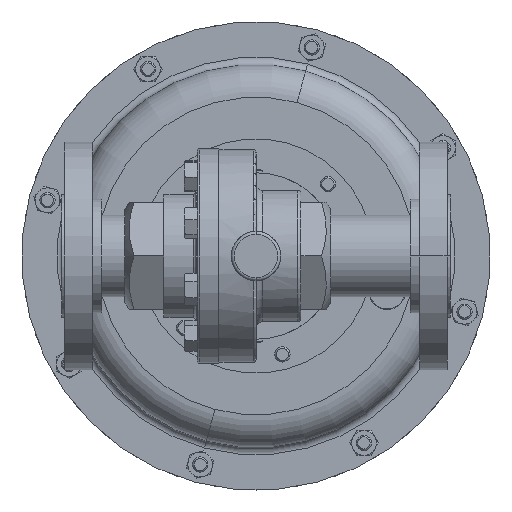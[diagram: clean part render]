
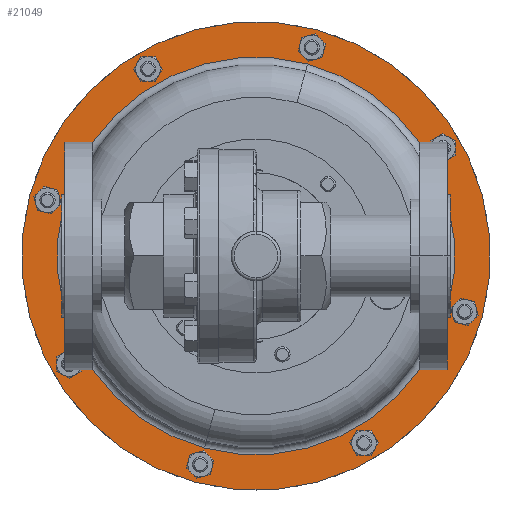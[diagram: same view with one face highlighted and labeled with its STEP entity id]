
A CAD part, front view. The second image highlights one B-rep face of the part: STEP entity #21049.
In plain terms, the highlighted planar face has unit normal (0, -1, 0).
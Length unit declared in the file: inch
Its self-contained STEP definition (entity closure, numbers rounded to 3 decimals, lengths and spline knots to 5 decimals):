
#104 = AXIS2_PLACEMENT_3D ( 'NONE', #25572, #22891, #6190 ) ;
#224 = CIRCLE ( 'NONE', #17114, 4.75 ) ;
#290 = CARTESIAN_POINT ( 'NONE',  ( 3.51252, 10.57865, 8.46186 ) ) ;
#603 = CARTESIAN_POINT ( 'NONE',  ( 1.05374, 10.57865, -0.71444 ) ) ;
#834 = CIRCLE ( 'NONE', #2839, 4.75 ) ;
#1695 = DIRECTION ( 'NONE',  ( 0.259, 0., 0.966 ) ) ;
#2839 = AXIS2_PLACEMENT_3D ( 'NONE', #4176, #14536, #8221 ) ;
#4176 = CARTESIAN_POINT ( 'NONE',  ( 2.28313, 10.57865, 3.87371 ) ) ;
#4509 = VERTEX_POINT ( 'NONE', #290 ) ;
#6190 = DIRECTION ( 'NONE',  ( -0.259, 0., -0.966 ) ) ;
#6572 = EDGE_CURVE ( 'NONE', #30768, #4509, #834, .T. ) ;
#7394 = VERTEX_POINT ( 'NONE', #10774 ) ;
#7706 = ORIENTED_EDGE ( 'NONE', *, *, #8211, .T. ) ;
#8211 = EDGE_CURVE ( 'NONE', #13747, #7394, #9951, .T. ) ;
#8221 = DIRECTION ( 'NONE',  ( 0.259, 0., 0.966 ) ) ;
#8529 = CARTESIAN_POINT ( 'NONE',  ( 2.28313, 10.57865, 3.87371 ) ) ;
#9951 = CIRCLE ( 'NONE', #28533, 4.029 ) ;
#10016 = ORIENTED_EDGE ( 'NONE', *, *, #6572, .F. ) ;
#10774 = CARTESIAN_POINT ( 'NONE',  ( 1.24035, 10.57865, -0.01801 ) ) ;
#11359 = DIRECTION ( 'NONE',  ( 0.259, 0., 0.966 ) ) ;
#11401 = AXIS2_PLACEMENT_3D ( 'NONE', #35043, #18476, #1695 ) ;
#12446 = ORIENTED_EDGE ( 'NONE', *, *, #30932, .T. ) ;
#13376 = CIRCLE ( 'NONE', #11401, 4.029 ) ;
#13747 = VERTEX_POINT ( 'NONE', #18393 ) ;
#14536 = DIRECTION ( 'NONE',  ( 0., 1., 0. ) ) ;
#17114 = AXIS2_PLACEMENT_3D ( 'NONE', #8529, #27979, #11359 ) ;
#18393 = CARTESIAN_POINT ( 'NONE',  ( 3.32591, 10.57865, 7.76542 ) ) ;
#18476 = DIRECTION ( 'NONE',  ( 0., 1., 0. ) ) ;
#21049 = ADVANCED_FACE ( 'NONE', ( #21657, #28105 ), #28063, .T. ) ;
#21657 = FACE_BOUND ( 'NONE', #25233, .T. ) ;
#22160 = EDGE_CURVE ( 'NONE', #4509, #30768, #224, .T. ) ;
#22891 = DIRECTION ( 'NONE',  ( 0., -1., 0. ) ) ;
#24245 = CARTESIAN_POINT ( 'NONE',  ( 2.28313, 10.57865, 3.87371 ) ) ;
#25233 = EDGE_LOOP ( 'NONE', ( #7706, #12446 ) ) ;
#25278 = DIRECTION ( 'NONE',  ( 0., 1., 0. ) ) ;
#25572 = CARTESIAN_POINT ( 'NONE',  ( 6.87128, 10.57865, 2.64432 ) ) ;
#26254 = DIRECTION ( 'NONE',  ( 0.259, 0., 0.966 ) ) ;
#27979 = DIRECTION ( 'NONE',  ( 0., 1., 0. ) ) ;
#28063 = PLANE ( 'NONE',  #104 ) ;
#28105 = FACE_OUTER_BOUND ( 'NONE', #36056, .T. ) ;
#28533 = AXIS2_PLACEMENT_3D ( 'NONE', #24245, #25278, #26254 ) ;
#30768 = VERTEX_POINT ( 'NONE', #603 ) ;
#30932 = EDGE_CURVE ( 'NONE', #7394, #13747, #13376, .T. ) ;
#31541 = ORIENTED_EDGE ( 'NONE', *, *, #22160, .F. ) ;
#35043 = CARTESIAN_POINT ( 'NONE',  ( 2.28313, 10.57865, 3.87371 ) ) ;
#36056 = EDGE_LOOP ( 'NONE', ( #31541, #10016 ) ) ;
